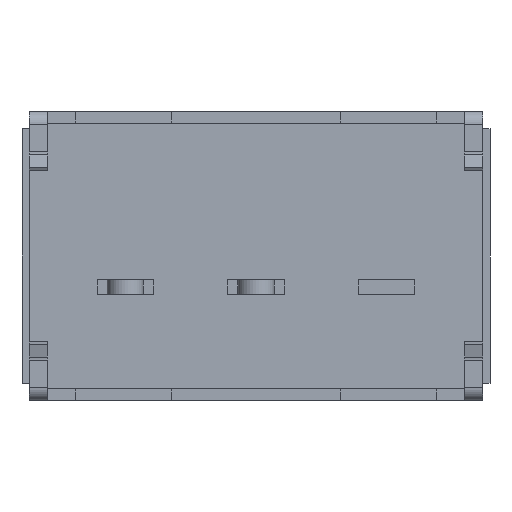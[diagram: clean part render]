
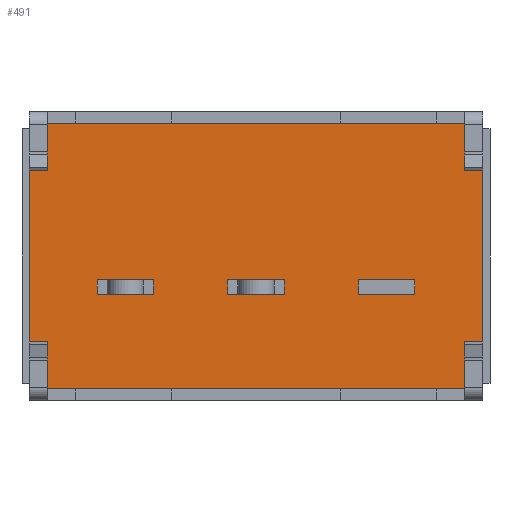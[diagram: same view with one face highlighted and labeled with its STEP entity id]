
A CAD part, front view. The second image highlights one B-rep face of the part: STEP entity #491.
In plain terms, the highlighted planar face has unit normal (0, -1, 0).
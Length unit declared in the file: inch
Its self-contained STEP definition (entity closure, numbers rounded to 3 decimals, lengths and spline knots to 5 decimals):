
#152 = AXIS2_PLACEMENT_3D ( 'NONE', #6657, #6620, #1969 ) ;
#339 = VERTEX_POINT ( 'NONE', #2617 ) ;
#491 = ADVANCED_FACE ( 'NONE', ( #2438 ), #7218, .T. ) ;
#581 = CARTESIAN_POINT ( 'NONE',  ( 0.314, 0.069, 0.184 ) ) ;
#1363 = EDGE_LOOP ( 'NONE', ( #6639, #3119, #6060, #2567 ) ) ;
#1736 = VECTOR ( 'NONE', #2882, 39.37008 ) ;
#1969 = DIRECTION ( 'NONE',  ( 0., 0., -1. ) ) ;
#2342 = CARTESIAN_POINT ( 'NONE',  ( -0.314, 0.069, 0.184 ) ) ;
#2438 = FACE_OUTER_BOUND ( 'NONE', #1363, .T. ) ;
#2567 = ORIENTED_EDGE ( 'NONE', *, *, #2748, .F. ) ;
#2617 = CARTESIAN_POINT ( 'NONE',  ( -0.314, 0.069, -0.184 ) ) ;
#2688 = VERTEX_POINT ( 'NONE', #3036 ) ;
#2748 = EDGE_CURVE ( 'NONE', #4123, #2688, #7552, .T. ) ;
#2776 = LINE ( 'NONE', #2342, #3606 ) ;
#2882 = DIRECTION ( 'NONE',  ( 1., 0., 0. ) ) ;
#3036 = CARTESIAN_POINT ( 'NONE',  ( 0.314, 0.069, -0.184 ) ) ;
#3119 = ORIENTED_EDGE ( 'NONE', *, *, #6866, .T. ) ;
#3558 = CARTESIAN_POINT ( 'NONE',  ( -0.68609, 0.069, 0.184 ) ) ;
#3606 = VECTOR ( 'NONE', #4043, 39.37008 ) ;
#3765 = DIRECTION ( 'NONE',  ( 0., 0., -1. ) ) ;
#3822 = EDGE_CURVE ( 'NONE', #339, #2688, #6559, .T. ) ;
#3987 = EDGE_CURVE ( 'NONE', #7068, #4123, #5703, .T. ) ;
#3991 = VECTOR ( 'NONE', #7489, 39.37008 ) ;
#4043 = DIRECTION ( 'NONE',  ( 0., 0., -1. ) ) ;
#4123 = VERTEX_POINT ( 'NONE', #4887 ) ;
#4887 = CARTESIAN_POINT ( 'NONE',  ( 0.314, 0.069, 0.184 ) ) ;
#5108 = CARTESIAN_POINT ( 'NONE',  ( -0.68609, 0.069, -0.184 ) ) ;
#5703 = LINE ( 'NONE', #3558, #1736 ) ;
#6060 = ORIENTED_EDGE ( 'NONE', *, *, #3822, .T. ) ;
#6536 = CARTESIAN_POINT ( 'NONE',  ( -0.314, 0.069, 0.184 ) ) ;
#6559 = LINE ( 'NONE', #5108, #3991 ) ;
#6620 = DIRECTION ( 'NONE',  ( 0., -1., 0. ) ) ;
#6639 = ORIENTED_EDGE ( 'NONE', *, *, #3987, .F. ) ;
#6657 = CARTESIAN_POINT ( 'NONE',  ( -0.68609, 0.069, 0.184 ) ) ;
#6866 = EDGE_CURVE ( 'NONE', #7068, #339, #2776, .T. ) ;
#7068 = VERTEX_POINT ( 'NONE', #6536 ) ;
#7218 = PLANE ( 'NONE',  #152 ) ;
#7459 = VECTOR ( 'NONE', #3765, 39.37008 ) ;
#7489 = DIRECTION ( 'NONE',  ( 1., 0., 0. ) ) ;
#7552 = LINE ( 'NONE', #581, #7459 ) ;
